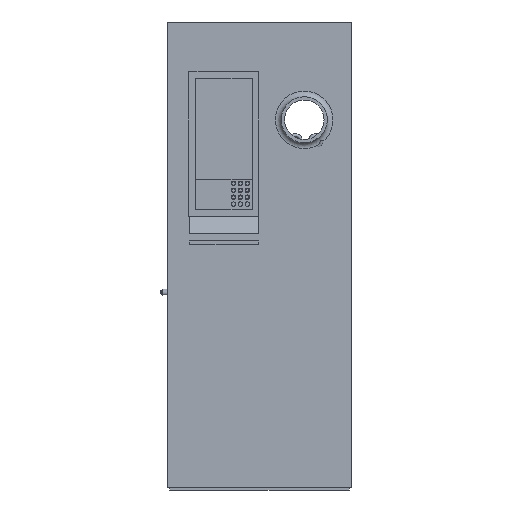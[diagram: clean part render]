
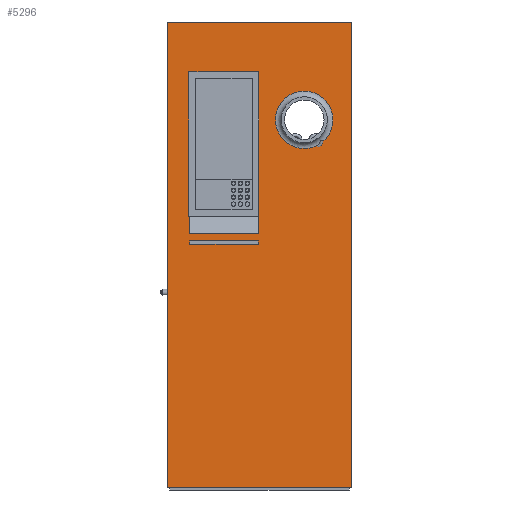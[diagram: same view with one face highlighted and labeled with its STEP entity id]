
A CAD part, front view. The second image highlights one B-rep face of the part: STEP entity #5296.
In plain terms, the highlighted planar face has unit normal (0, -1, 0).
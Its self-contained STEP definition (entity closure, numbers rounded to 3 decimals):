
#283=CIRCLE('',#5732,124.495);
#591=FACE_BOUND('',#1122,.T.);
#592=FACE_BOUND('',#1123,.T.);
#593=FACE_BOUND('',#1124,.T.);
#594=FACE_BOUND('',#1125,.T.);
#715=FACE_OUTER_BOUND('',#1121,.T.);
#1121=EDGE_LOOP('',(#3795,#3796,#3797,#3798));
#1122=EDGE_LOOP('',(#3799,#3800,#3801,#3802,#3803,#3804));
#1123=EDGE_LOOP('',(#3805,#3806,#3807,#3808));
#1124=EDGE_LOOP('',(#3809,#3810,#3811,#3812,#3813,#3814));
#1125=EDGE_LOOP('',(#3815));
#1594=LINE('',#8265,#1998);
#1658=LINE('',#8439,#2062);
#1659=LINE('',#8440,#2063);
#1660=LINE('',#8441,#2064);
#1661=LINE('',#8444,#2065);
#1662=LINE('',#8446,#2066);
#1663=LINE('',#8448,#2067);
#1664=LINE('',#8450,#2068);
#1665=LINE('',#8452,#2069);
#1666=LINE('',#8453,#2070);
#1667=LINE('',#8456,#2071);
#1668=LINE('',#8458,#2072);
#1669=LINE('',#8460,#2073);
#1670=LINE('',#8461,#2074);
#1671=LINE('',#8464,#2075);
#1672=LINE('',#8466,#2076);
#1673=LINE('',#8468,#2077);
#1674=LINE('',#8470,#2078);
#1675=LINE('',#8472,#2079);
#1676=LINE('',#8473,#2080);
#1998=VECTOR('',#6470,10.);
#2062=VECTOR('',#6618,10.);
#2063=VECTOR('',#6619,10.);
#2064=VECTOR('',#6620,10.);
#2065=VECTOR('',#6621,10.);
#2066=VECTOR('',#6622,10.);
#2067=VECTOR('',#6623,10.);
#2068=VECTOR('',#6624,10.);
#2069=VECTOR('',#6625,10.);
#2070=VECTOR('',#6626,10.);
#2071=VECTOR('',#6627,10.);
#2072=VECTOR('',#6628,10.);
#2073=VECTOR('',#6629,10.);
#2074=VECTOR('',#6630,10.);
#2075=VECTOR('',#6631,10.);
#2076=VECTOR('',#6632,10.);
#2077=VECTOR('',#6633,10.);
#2078=VECTOR('',#6634,10.);
#2079=VECTOR('',#6635,10.);
#2080=VECTOR('',#6636,10.);
#2388=VERTEX_POINT('',#8262);
#2389=VERTEX_POINT('',#8264);
#2454=VERTEX_POINT('',#8431);
#2456=VERTEX_POINT('',#8437);
#2457=VERTEX_POINT('',#8438);
#2458=VERTEX_POINT('',#8442);
#2459=VERTEX_POINT('',#8443);
#2460=VERTEX_POINT('',#8445);
#2461=VERTEX_POINT('',#8447);
#2462=VERTEX_POINT('',#8449);
#2463=VERTEX_POINT('',#8451);
#2464=VERTEX_POINT('',#8454);
#2465=VERTEX_POINT('',#8455);
#2466=VERTEX_POINT('',#8457);
#2467=VERTEX_POINT('',#8459);
#2468=VERTEX_POINT('',#8462);
#2469=VERTEX_POINT('',#8463);
#2470=VERTEX_POINT('',#8465);
#2471=VERTEX_POINT('',#8467);
#2472=VERTEX_POINT('',#8469);
#2473=VERTEX_POINT('',#8471);
#2877=EDGE_CURVE('',#2388,#2389,#1594,.T.);
#2960=EDGE_CURVE('',#2454,#2454,#283,.T.);
#2963=EDGE_CURVE('',#2456,#2457,#1658,.T.);
#2964=EDGE_CURVE('',#2456,#2389,#1659,.T.);
#2965=EDGE_CURVE('',#2457,#2388,#1660,.T.);
#2966=EDGE_CURVE('',#2458,#2459,#1661,.T.);
#2967=EDGE_CURVE('',#2459,#2460,#1662,.T.);
#2968=EDGE_CURVE('',#2460,#2461,#1663,.T.);
#2969=EDGE_CURVE('',#2461,#2462,#1664,.T.);
#2970=EDGE_CURVE('',#2462,#2463,#1665,.T.);
#2971=EDGE_CURVE('',#2463,#2458,#1666,.T.);
#2972=EDGE_CURVE('',#2464,#2465,#1667,.T.);
#2973=EDGE_CURVE('',#2465,#2466,#1668,.T.);
#2974=EDGE_CURVE('',#2466,#2467,#1669,.T.);
#2975=EDGE_CURVE('',#2467,#2464,#1670,.T.);
#2976=EDGE_CURVE('',#2468,#2469,#1671,.T.);
#2977=EDGE_CURVE('',#2469,#2470,#1672,.T.);
#2978=EDGE_CURVE('',#2470,#2471,#1673,.T.);
#2979=EDGE_CURVE('',#2471,#2472,#1674,.T.);
#2980=EDGE_CURVE('',#2472,#2473,#1675,.T.);
#2981=EDGE_CURVE('',#2473,#2468,#1676,.T.);
#3795=ORIENTED_EDGE('',*,*,#2963,.F.);
#3796=ORIENTED_EDGE('',*,*,#2964,.T.);
#3797=ORIENTED_EDGE('',*,*,#2877,.F.);
#3798=ORIENTED_EDGE('',*,*,#2965,.F.);
#3799=ORIENTED_EDGE('',*,*,#2966,.T.);
#3800=ORIENTED_EDGE('',*,*,#2967,.T.);
#3801=ORIENTED_EDGE('',*,*,#2968,.T.);
#3802=ORIENTED_EDGE('',*,*,#2969,.T.);
#3803=ORIENTED_EDGE('',*,*,#2970,.T.);
#3804=ORIENTED_EDGE('',*,*,#2971,.T.);
#3805=ORIENTED_EDGE('',*,*,#2972,.T.);
#3806=ORIENTED_EDGE('',*,*,#2973,.T.);
#3807=ORIENTED_EDGE('',*,*,#2974,.T.);
#3808=ORIENTED_EDGE('',*,*,#2975,.T.);
#3809=ORIENTED_EDGE('',*,*,#2976,.T.);
#3810=ORIENTED_EDGE('',*,*,#2977,.T.);
#3811=ORIENTED_EDGE('',*,*,#2978,.T.);
#3812=ORIENTED_EDGE('',*,*,#2979,.T.);
#3813=ORIENTED_EDGE('',*,*,#2980,.T.);
#3814=ORIENTED_EDGE('',*,*,#2981,.T.);
#3815=ORIENTED_EDGE('',*,*,#2960,.F.);
#5093=PLANE('',#5735);
#5296=ADVANCED_FACE('',(#715,#591,#592,#593,#594),#5093,.T.);
#5732=AXIS2_PLACEMENT_3D('',#8432,#6610,#6611);
#5735=AXIS2_PLACEMENT_3D('',#8436,#6616,#6617);
#6470=DIRECTION('',(1.,0.,0.));
#6610=DIRECTION('center_axis',(0.,-1.,0.));
#6611=DIRECTION('ref_axis',(-1.,0.,0.));
#6616=DIRECTION('center_axis',(0.,-1.,0.));
#6617=DIRECTION('ref_axis',(1.,0.,0.));
#6618=DIRECTION('',(-1.,0.,0.));
#6619=DIRECTION('',(0.,0.,1.));
#6620=DIRECTION('',(0.,0.,1.));
#6621=DIRECTION('',(0.,0.,1.));
#6622=DIRECTION('',(-1.,0.,0.));
#6623=DIRECTION('',(0.,0.,1.));
#6624=DIRECTION('',(1.,0.,0.));
#6625=DIRECTION('',(0.,0.,-1.));
#6626=DIRECTION('',(-1.,0.,0.));
#6627=DIRECTION('',(1.,0.,0.));
#6628=DIRECTION('',(0.,0.,-1.));
#6629=DIRECTION('',(-1.,0.,0.));
#6630=DIRECTION('',(0.,0.,1.));
#6631=DIRECTION('',(1.,0.,0.));
#6632=DIRECTION('',(1.,0.,0.));
#6633=DIRECTION('',(1.,0.,0.));
#6634=DIRECTION('',(0.,0.,-1.));
#6635=DIRECTION('',(-1.,0.,0.));
#6636=DIRECTION('',(0.,0.,1.));
#8262=CARTESIAN_POINT('',(-400.,-300.,2020.));
#8264=CARTESIAN_POINT('',(400.,-300.,2020.));
#8265=CARTESIAN_POINT('',(400.,-300.,2020.));
#8431=CARTESIAN_POINT('',(318.812,-300.,1595.799));
#8432=CARTESIAN_POINT('Origin',(194.317,-300.,1595.799));
#8436=CARTESIAN_POINT('Origin',(-400.,-300.,0.));
#8437=CARTESIAN_POINT('',(400.,-300.,0.));
#8438=CARTESIAN_POINT('',(-400.,-300.,0.));
#8439=CARTESIAN_POINT('',(400.,-300.,0.));
#8440=CARTESIAN_POINT('',(400.,-300.,0.));
#8441=CARTESIAN_POINT('',(-400.,-300.,0.));
#8442=CARTESIAN_POINT('',(-302.662,-300.,1166.161));
#8443=CARTESIAN_POINT('',(-302.662,-300.,1177.883));
#8444=CARTESIAN_POINT('',(-302.662,-300.,570.294));
#8445=CARTESIAN_POINT('',(-306.117,-300.,1177.883));
#8446=CARTESIAN_POINT('',(-353.058,-300.,1177.883));
#8447=CARTESIAN_POINT('',(-306.117,-300.,1803.426));
#8448=CARTESIAN_POINT('',(-306.117,-300.,901.713));
#8449=CARTESIAN_POINT('',(-2.662,-300.,1803.426));
#8450=CARTESIAN_POINT('',(-201.331,-300.,1803.426));
#8451=CARTESIAN_POINT('',(-2.662,-300.,1166.161));
#8452=CARTESIAN_POINT('',(-2.662,-300.,588.942));
#8453=CARTESIAN_POINT('',(-201.331,-300.,1166.161));
#8454=CARTESIAN_POINT('',(-294.135,-300.,1151.155));
#8455=CARTESIAN_POINT('',(-22.123,-300.,1151.155));
#8456=CARTESIAN_POINT('',(-347.067,-300.,1151.155));
#8457=CARTESIAN_POINT('',(-22.123,-300.,1122.309));
#8458=CARTESIAN_POINT('',(-22.123,-300.,575.577));
#8459=CARTESIAN_POINT('',(-294.135,-300.,1122.309));
#8460=CARTESIAN_POINT('',(-211.061,-300.,1122.309));
#8461=CARTESIAN_POINT('',(-294.135,-300.,561.154));
#8462=CARTESIAN_POINT('',(-302.268,-300.,1070.929));
#8463=CARTESIAN_POINT('',(-292.509,-300.,1070.929));
#8464=CARTESIAN_POINT('',(-202.352,-300.,1070.929));
#8465=CARTESIAN_POINT('',(-17.975,-300.,1070.929));
#8466=CARTESIAN_POINT('',(-202.352,-300.,1070.929));
#8467=CARTESIAN_POINT('',(-4.704,-300.,1070.929));
#8468=CARTESIAN_POINT('',(-202.352,-300.,1070.929));
#8469=CARTESIAN_POINT('',(-4.704,-300.,1055.167));
#8470=CARTESIAN_POINT('',(-4.704,-300.,527.584));
#8471=CARTESIAN_POINT('',(-302.268,-300.,1055.167));
#8472=CARTESIAN_POINT('',(-351.134,-300.,1055.167));
#8473=CARTESIAN_POINT('',(-302.268,-300.,535.465));
